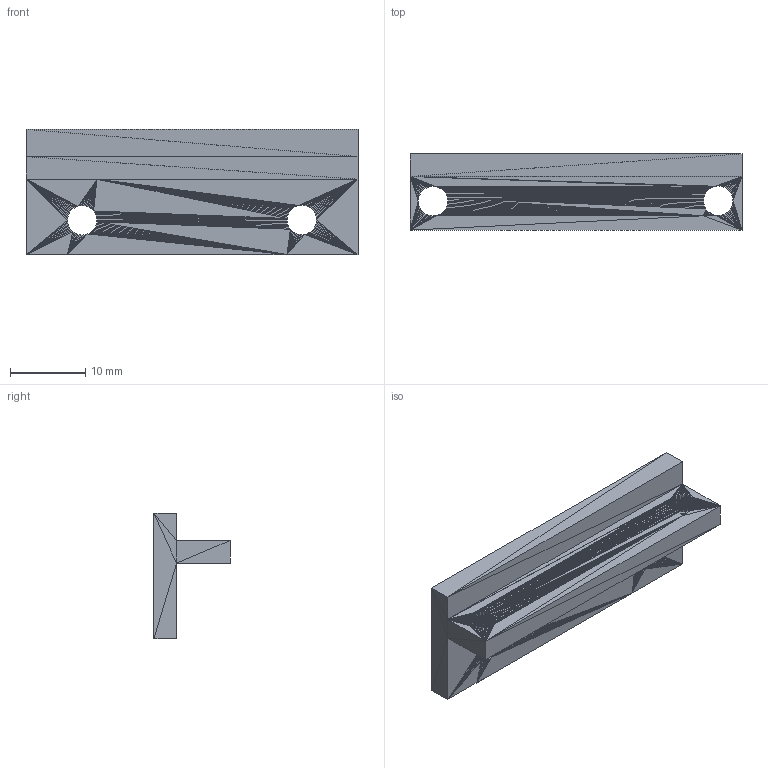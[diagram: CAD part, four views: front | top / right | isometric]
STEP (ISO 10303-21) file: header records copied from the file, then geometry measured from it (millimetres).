
FILE_DESCRIPTION((''),'2;1');
FILE_NAME('openmv-camera-mount', '2025-01-27T13:14:20', (''), (''), 'ImageToStl.com STEP Converter','', '');
FILE_SCHEMA(('AUTOMOTIVE_DESIGN_CC2'));
Length unit declared in the file: metre
Products named in the file (1): product0
Bounding box: 44 x 10.1 x 16.6 mm (x, y, z)
Surface area: 2543.3 mm2 (no closed solid volume)
Topology: 0 solids, 1080 shells, 1080 faces, 3240 edges, 534 vertices
Faces by surface type: plane 1080
Entity records: 24856 total; most frequent: DIRECTION 5402, ORIENTED_EDGE 3240, EDGE_CURVE 3240, LINE 3240, VECTOR 3240, AXIS2_PLACEMENT_3D 1081, FACE_SURFACE 1080, PLANE 1080
